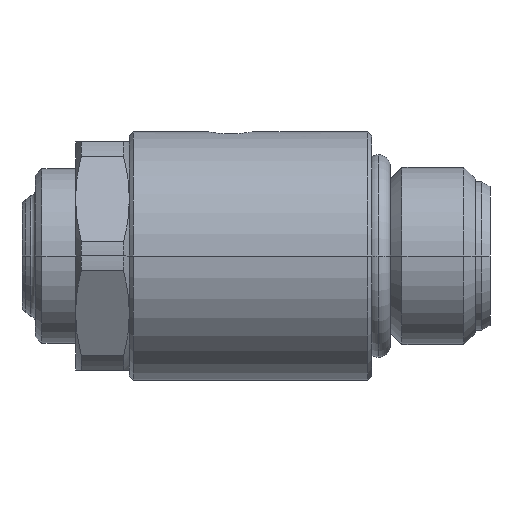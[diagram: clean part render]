
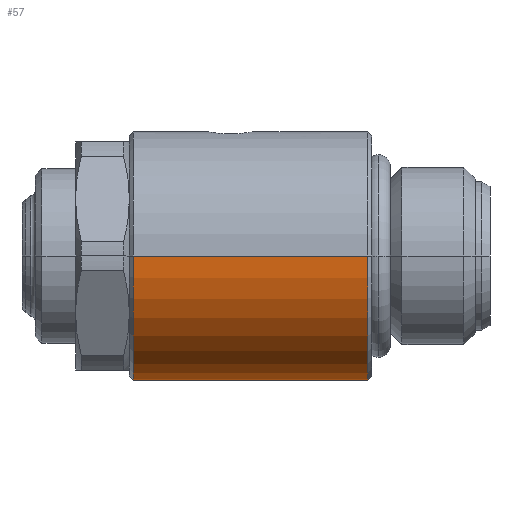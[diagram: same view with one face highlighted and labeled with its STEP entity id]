
A CAD part, left-side view. The second image highlights one B-rep face of the part: STEP entity #57.
In plain terms, the highlighted cylindrical face has radius 9.25 mm (diameter 18.5 mm), a partial arc.
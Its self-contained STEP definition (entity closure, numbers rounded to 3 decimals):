
#57=ADVANCED_FACE('',(#197),#198,.T.);
#197=FACE_OUTER_BOUND('',#467,.T.);
#198=CYLINDRICAL_SURFACE('',#468,9.25);
#467=EDGE_LOOP('',(#793,#794,#795,#796,#797,#798,#799,#800,#801));
#468=AXIS2_PLACEMENT_3D('',#802,#803,#804);
#793=ORIENTED_EDGE('',*,*,#1746,.F.);
#794=ORIENTED_EDGE('',*,*,#1747,.T.);
#795=ORIENTED_EDGE('',*,*,#1748,.F.);
#796=ORIENTED_EDGE('',*,*,#1743,.F.);
#797=ORIENTED_EDGE('',*,*,#1749,.F.);
#798=ORIENTED_EDGE('',*,*,#1750,.T.);
#799=ORIENTED_EDGE('',*,*,#1751,.T.);
#800=ORIENTED_EDGE('',*,*,#1752,.T.);
#801=ORIENTED_EDGE('',*,*,#1753,.T.);
#802=CARTESIAN_POINT('',(0.0,9.0,0.0));
#803=DIRECTION('',(-0.0,1.0,0.0));
#804=DIRECTION('',(1.0,0.0,0.0));
#1743=EDGE_CURVE('',#2071,#2074,#2075,.T.);
#1746=EDGE_CURVE('',#2079,#2080,#2081,.T.);
#1747=EDGE_CURVE('',#2079,#2082,#2083,.T.);
#1748=EDGE_CURVE('',#2074,#2082,#2084,.T.);
#1749=EDGE_CURVE('',#2085,#2071,#2086,.T.);
#1750=EDGE_CURVE('',#2085,#2087,#2088,.T.);
#1751=EDGE_CURVE('',#2087,#2089,#2090,.T.);
#1752=EDGE_CURVE('',#2089,#2091,#2092,.T.);
#1753=EDGE_CURVE('',#2091,#2080,#2093,.T.);
#2071=VERTEX_POINT('',#2621);
#2074=VERTEX_POINT('',#2625);
#2075=CIRCLE('',#2626,9.25);
#2079=VERTEX_POINT('',#2631);
#2080=VERTEX_POINT('',#2632);
#2081=LINE('',#2633,#2634);
#2082=VERTEX_POINT('',#2635);
#2083=CIRCLE('',#2636,9.25);
#2084=LINE('',#2637,#2638);
#2085=VERTEX_POINT('',#2639);
#2086=LINE('',#2640,#2641);
#2087=VERTEX_POINT('',#2642);
#2088=B_SPLINE_CURVE_WITH_KNOTS('',3,(#2643,#2644,#2645,#2646,#2647,#2648,#2649,#2650,#2651,#2652,#2653,#2654,#2655,#2656,#2657,#2658,#2659,#2660,#2661,#2662,#2663,#2664,#2665,#2666,#2667,#2668,#2669,#2670,#2671,#2672),.UNSPECIFIED.,.F.,.F.,(4,2,2,2,2,2,2,2,2,2,2,2,2,2,4),(20.327,21.528,22.73,23.931,25.12,26.309,27.498,28.688,29.877,31.066,32.255,33.444,34.645,35.847,37.048),.UNSPECIFIED.);
#2089=VERTEX_POINT('',#2673);
#2090=B_SPLINE_CURVE_WITH_KNOTS('',3,(#2674,#2675,#2676,#2677,#2678,#2679),.UNSPECIFIED.,.F.,.F.,(4,2,4),(35.498,35.976,36.958),.UNSPECIFIED.);
#2091=VERTEX_POINT('',#2680);
#2092=B_SPLINE_CURVE_WITH_KNOTS('',3,(#2681,#2682,#2683,#2684,#2685,#2686),.UNSPECIFIED.,.F.,.F.,(4,2,4),(36.958,37.941,38.419),.UNSPECIFIED.);
#2093=B_SPLINE_CURVE_WITH_KNOTS('',3,(#2687,#2688,#2689,#2690,#2691,#2692,#2693,#2694,#2695,#2696,#2697,#2698,#2699,#2700,#2701,#2702,#2703,#2704,#2705,#2706,#2707,#2708,#2709,#2710,#2711,#2712,#2713,#2714,#2715,#2716),.UNSPECIFIED.,.F.,.F.,(4,2,2,2,2,2,2,2,2,2,2,2,2,2,4),(1.202,2.403,3.605,4.806,5.995,7.184,8.373,9.563,10.752,11.941,13.13,14.319,15.52,16.722,17.923),.UNSPECIFIED.);
#2621=CARTESIAN_POINT('',(9.25,17.7,0.0));
#2625=CARTESIAN_POINT('',(-9.25,17.7,0.));
#2626=AXIS2_PLACEMENT_3D('',#3731,#3732,#3733);
#2631=CARTESIAN_POINT('',(9.25,0.3,0.0));
#2632=CARTESIAN_POINT('',(9.25,4.4,0.));
#2633=CARTESIAN_POINT('',(9.25,9.0,0.));
#2634=VECTOR('',#3738,1.0);
#2635=CARTESIAN_POINT('',(-9.25,0.3,0.));
#2636=AXIS2_PLACEMENT_3D('',#3739,#3740,#3741);
#2637=CARTESIAN_POINT('',(-9.25,9.0,0.));
#2638=VECTOR('',#3742,1.0);
#2639=CARTESIAN_POINT('',(9.25,16.6,0.));
#2640=CARTESIAN_POINT('',(9.25,9.0,0.));
#2641=VECTOR('',#3743,1.0);
#2642=CARTESIAN_POINT('',(7.11,11.983,-5.917));
#2643=CARTESIAN_POINT('',(7.058,11.707,5.979));
#2644=CARTESIAN_POINT('',(7.126,12.106,5.899));
#2645=CARTESIAN_POINT('',(7.226,12.498,5.778));
#2646=CARTESIAN_POINT('',(7.466,13.242,5.464));
#2647=CARTESIAN_POINT('',(7.606,13.596,5.271));
#2648=CARTESIAN_POINT('',(7.894,14.249,4.828));
#2649=CARTESIAN_POINT('',(8.043,14.548,4.579));
#2650=CARTESIAN_POINT('',(8.321,15.076,4.051));
#2651=CARTESIAN_POINT('',(8.462,15.325,3.753));
#2652=CARTESIAN_POINT('',(8.722,15.768,3.1));
#2653=CARTESIAN_POINT('',(8.842,15.963,2.745));
#2654=CARTESIAN_POINT('',(9.04,16.278,1.996));
#2655=CARTESIAN_POINT('',(9.119,16.4,1.602));
#2656=CARTESIAN_POINT('',(9.224,16.561,0.802));
#2657=CARTESIAN_POINT('',(9.25,16.6,0.396));
#2658=CARTESIAN_POINT('',(9.25,16.6,-0.396));
#2659=CARTESIAN_POINT('',(9.224,16.561,-0.802));
#2660=CARTESIAN_POINT('',(9.119,16.4,-1.602));
#2661=CARTESIAN_POINT('',(9.04,16.278,-1.996));
#2662=CARTESIAN_POINT('',(8.842,15.963,-2.745));
#2663=CARTESIAN_POINT('',(8.722,15.768,-3.1));
#2664=CARTESIAN_POINT('',(8.462,15.325,-3.753));
#2665=CARTESIAN_POINT('',(8.321,15.076,-4.051));
#2666=CARTESIAN_POINT('',(8.043,14.548,-4.579));
#2667=CARTESIAN_POINT('',(7.894,14.249,-4.828));
#2668=CARTESIAN_POINT('',(7.606,13.596,-5.271));
#2669=CARTESIAN_POINT('',(7.466,13.242,-5.464));
#2670=CARTESIAN_POINT('',(7.226,12.498,-5.778));
#2671=CARTESIAN_POINT('',(7.126,12.106,-5.899));
#2672=CARTESIAN_POINT('',(7.058,11.707,-5.979));
#2673=CARTESIAN_POINT('',(6.955,10.5,-6.098));
#2674=CARTESIAN_POINT('',(7.11,11.983,-5.917));
#2675=CARTESIAN_POINT('',(7.077,11.823,-5.957));
#2676=CARTESIAN_POINT('',(7.048,11.661,-5.99));
#2677=CARTESIAN_POINT('',(6.979,11.164,-6.072));
#2678=CARTESIAN_POINT('',(6.955,10.827,-6.098));
#2679=CARTESIAN_POINT('',(6.955,10.5,-6.098));
#2680=CARTESIAN_POINT('',(7.11,9.017,-5.917));
#2681=CARTESIAN_POINT('',(6.955,10.5,-6.098));
#2682=CARTESIAN_POINT('',(6.955,10.173,-6.098));
#2683=CARTESIAN_POINT('',(6.979,9.836,-6.072));
#2684=CARTESIAN_POINT('',(7.048,9.339,-5.99));
#2685=CARTESIAN_POINT('',(7.077,9.177,-5.957));
#2686=CARTESIAN_POINT('',(7.11,9.017,-5.917));
#2687=CARTESIAN_POINT('',(7.058,9.293,-5.979));
#2688=CARTESIAN_POINT('',(7.126,8.894,-5.899));
#2689=CARTESIAN_POINT('',(7.226,8.502,-5.778));
#2690=CARTESIAN_POINT('',(7.466,7.758,-5.464));
#2691=CARTESIAN_POINT('',(7.606,7.404,-5.271));
#2692=CARTESIAN_POINT('',(7.894,6.751,-4.828));
#2693=CARTESIAN_POINT('',(8.043,6.452,-4.579));
#2694=CARTESIAN_POINT('',(8.321,5.924,-4.051));
#2695=CARTESIAN_POINT('',(8.462,5.675,-3.753));
#2696=CARTESIAN_POINT('',(8.722,5.232,-3.1));
#2697=CARTESIAN_POINT('',(8.842,5.037,-2.745));
#2698=CARTESIAN_POINT('',(9.04,4.722,-1.996));
#2699=CARTESIAN_POINT('',(9.119,4.6,-1.602));
#2700=CARTESIAN_POINT('',(9.224,4.439,-0.802));
#2701=CARTESIAN_POINT('',(9.25,4.4,-0.396));
#2702=CARTESIAN_POINT('',(9.25,4.4,0.396));
#2703=CARTESIAN_POINT('',(9.224,4.439,0.802));
#2704=CARTESIAN_POINT('',(9.119,4.6,1.602));
#2705=CARTESIAN_POINT('',(9.04,4.722,1.996));
#2706=CARTESIAN_POINT('',(8.842,5.037,2.745));
#2707=CARTESIAN_POINT('',(8.722,5.232,3.1));
#2708=CARTESIAN_POINT('',(8.462,5.675,3.753));
#2709=CARTESIAN_POINT('',(8.321,5.924,4.051));
#2710=CARTESIAN_POINT('',(8.043,6.452,4.579));
#2711=CARTESIAN_POINT('',(7.894,6.751,4.828));
#2712=CARTESIAN_POINT('',(7.606,7.404,5.271));
#2713=CARTESIAN_POINT('',(7.466,7.758,5.464));
#2714=CARTESIAN_POINT('',(7.226,8.502,5.778));
#2715=CARTESIAN_POINT('',(7.126,8.894,5.899));
#2716=CARTESIAN_POINT('',(7.058,9.293,5.979));
#3731=CARTESIAN_POINT('',(0.0,17.7,0.0));
#3732=DIRECTION('',(-0.0,1.0,0.0));
#3733=DIRECTION('',(1.0,0.0,0.0));
#3738=DIRECTION('',(0.0,1.0,0.0));
#3739=CARTESIAN_POINT('',(0.0,0.3,0.0));
#3740=DIRECTION('',(-0.0,1.0,0.0));
#3741=DIRECTION('',(1.0,0.0,0.0));
#3742=DIRECTION('',(-0.0,-1.0,-0.0));
#3743=DIRECTION('',(0.0,1.0,0.0));
